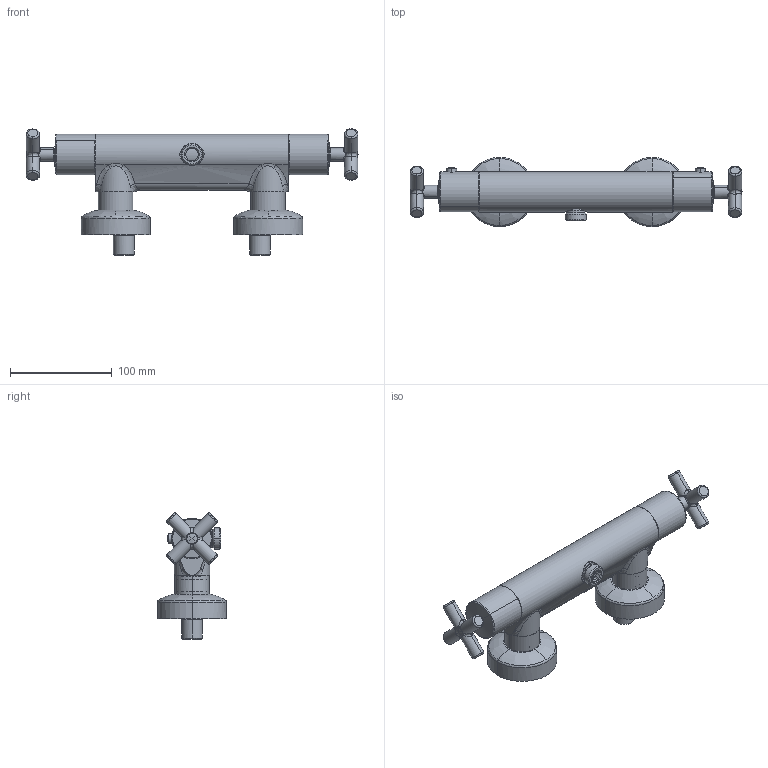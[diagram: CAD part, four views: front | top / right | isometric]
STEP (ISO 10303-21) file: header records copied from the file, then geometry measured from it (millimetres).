
FILE_DESCRIPTION(('CATIA V5 STEP Exchange','CAx-IF Rec.Pracs.--- Model Styling and Organization---1.5--- 2016-08-15','CAx-IF Rec.Pracs.---Supplemental Geometry---1.0---2011-11-01','CAx-IF Rec.Pracs.--- Composite Materials ---3.4---2017-06-13','CAx-IF Rec.Pracs.---Tessellated 3D Geometry---1.0---2015-12-17'),'2;1');
FILE_NAME('SUT01010 x Rendering.stp','2024-02-06T09:38:31+00:00',('none'),('none'),'CATIA Version 5-6 Release 2020 SP2','CATIA V5 STEP AP242 v2','none');
FILE_SCHEMA(('AP242_MANAGED_MODEL_BASED_3D_ENGINEERING_MIM_LF {1 0 10303 442 1 1 4}'));
Length unit declared in the file: millimetre
Products named in the file (1): PRSUT01010_AllCATPart
Bounding box: 326.8 x 68 x 124.25 mm (x, y, z)
Volume: 462377.3 mm3; surface area: 180381.3 mm2
Topology: 41 solids, 57 shells, 2994 faces, 8161 edges, 5357 vertices
Faces by surface type: plane 1426, cylinder 802, torus 331, bspline 215, cone 210, sphere 10
Entity records: 107567 total; most frequent: CARTESIAN_POINT 40858, ORIENTED_EDGE 16282, DIRECTION 9123, EDGE_CURVE 8141, VERTEX_POINT 5357, AXIS2_PLACEMENT_3D 4002, VECTOR 3651, LINE 3651
